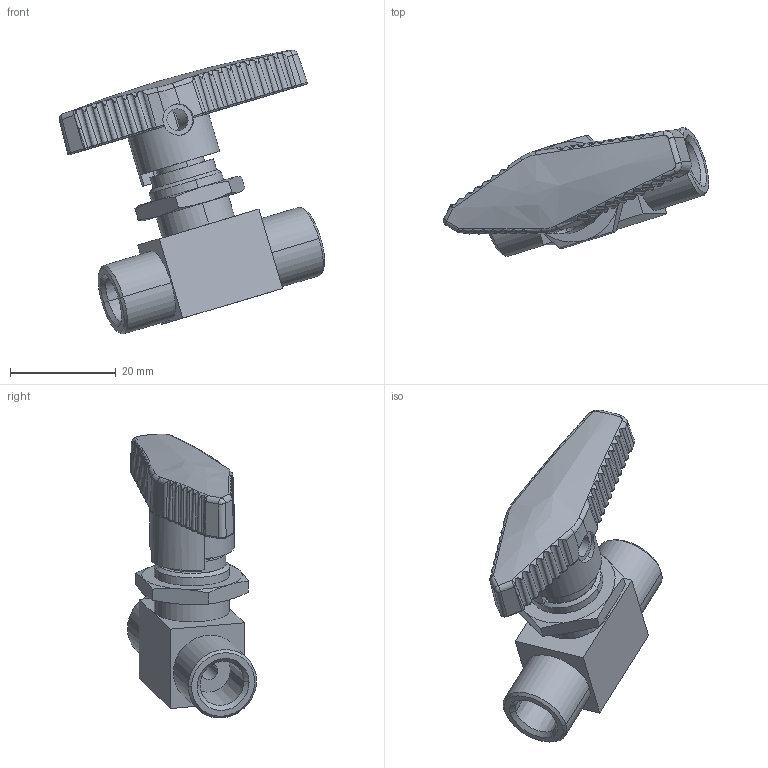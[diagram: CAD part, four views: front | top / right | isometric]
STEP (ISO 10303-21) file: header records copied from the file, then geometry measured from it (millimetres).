
FILE_DESCRIPTION(('FreeCAD Model'),'2;1');
FILE_NAME('Open CASCADE Shape Model','2025-12-09T09:59:42',('Author'),( ''),'Open CASCADE STEP processor 7.8','FreeCAD','Unknown');
FILE_SCHEMA(('AUTOMOTIVE_DESIGN { 1 0 10303 214 1 1 1 1 }'));
Length unit declared in the file: millimetre
Products named in the file (3): BVN1-2A-F-2N-S001; BVN1-2A-F-2N-S; BVN1
Assembly tree (2 placements, depth 2):
  BVN1-2A-F-2N-S001
    BVN1-2A-F-2N-S
    BVN1
Bounding box: 50.3 x 24.47 x 53.79 mm (x, y, z)
Volume: 12891.6 mm3; surface area: 8264 mm2
Topology: 4 solids, 4 shells, 387 faces, 1464 edges, 2560 vertices
Faces by surface type: torus 131, cone 110, plane 68, cylinder 60, bspline 11, sphere 7
Entity records: 20739 total; most frequent: CARTESIAN_POINT 8174, DIRECTION 2275, ORIENTED_EDGE 1952, EDGE_CURVE 976, AXIS2_PLACEMENT_3D 952, VERTEX_POINT 608, CIRCLE 573, B_SPLINE_CURVE_WITH_KNOTS 518
